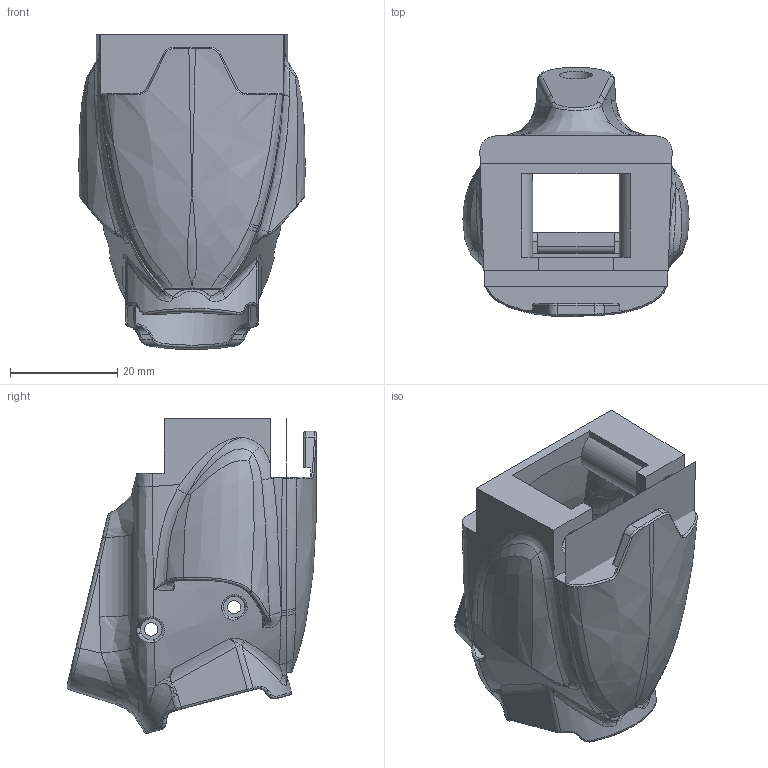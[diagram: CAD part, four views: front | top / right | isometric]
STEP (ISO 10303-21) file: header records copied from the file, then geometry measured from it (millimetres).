
FILE_DESCRIPTION((''),'2;1');
FILE_NAME('04CM','2026-01-14T13:33:09',('james'),(''),'CREO PARAMETRIC BY PTC INC, 2023294','CREO PARAMETRIC BY PTC INC, 2023294','');
FILE_SCHEMA(('CONFIG_CONTROL_DESIGN'));
Products named in the file (1): 04CM
Bounding box: 42.13 x 46.54 x 58.67 mm (x, y, z)
Volume: 24049.1 mm3; surface area: 17129 mm2
Topology: 1 solids, 2 shells, 430 faces, 1132 edges, 699 vertices
Faces by surface type: bspline 221, plane 99, cylinder 79, torus 22, extrusion 6, sphere 2, cone 1
Entity records: 37909 total; most frequent: CARTESIAN_POINT 29019, ORIENTED_EDGE 2254, DIRECTION 1252, EDGE_CURVE 1132, VERTEX_POINT 699, B_SPLINE_CURVE_WITH_KNOTS 574, AXIS2_PLACEMENT_3D 478, EDGE_LOOP 446
